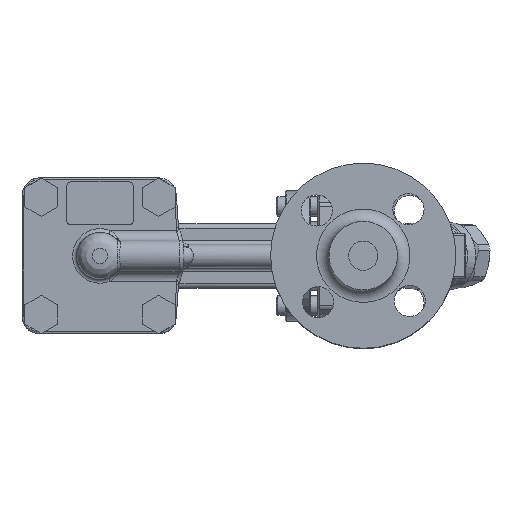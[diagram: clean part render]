
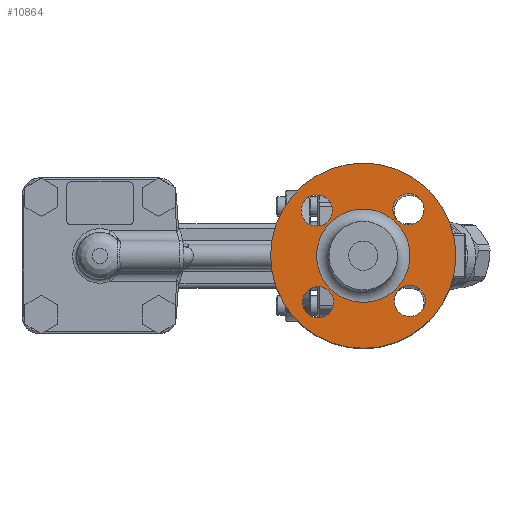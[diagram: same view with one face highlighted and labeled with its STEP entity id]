
A CAD part, top view. The second image highlights one B-rep face of the part: STEP entity #10864.
In plain terms, the highlighted planar face has unit normal (0, 0, 1).
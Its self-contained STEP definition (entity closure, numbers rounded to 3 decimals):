
#818=FACE_BOUND('',#1947,.T.);
#819=FACE_BOUND('',#1948,.T.);
#820=FACE_BOUND('',#1949,.T.);
#821=FACE_BOUND('',#1950,.T.);
#822=FACE_BOUND('',#1951,.T.);
#887=PLANE('',#11718);
#1220=FACE_OUTER_BOUND('',#1946,.T.);
#1946=EDGE_LOOP('',(#7536));
#1947=EDGE_LOOP('',(#7537));
#1948=EDGE_LOOP('',(#7538));
#1949=EDGE_LOOP('',(#7539));
#1950=EDGE_LOOP('',(#7540));
#1951=EDGE_LOOP('',(#7541,#7542));
#3896=CIRCLE('',#11700,47.5);
#3907=CIRCLE('',#11713,23.95);
#3911=CIRCLE('',#11717,23.95);
#3912=CIRCLE('',#11719,8.);
#3913=CIRCLE('',#11720,8.);
#3914=CIRCLE('',#11721,8.);
#3915=CIRCLE('',#11722,8.);
#4599=VERTEX_POINT('',#16747);
#4610=VERTEX_POINT('',#16772);
#4611=VERTEX_POINT('',#16773);
#4614=VERTEX_POINT('',#16782);
#4615=VERTEX_POINT('',#16784);
#4616=VERTEX_POINT('',#16786);
#4617=VERTEX_POINT('',#16788);
#5693=EDGE_CURVE('',#4599,#4599,#3896,.T.);
#5704=EDGE_CURVE('',#4610,#4611,#3907,.T.);
#5708=EDGE_CURVE('',#4611,#4610,#3911,.T.);
#5709=EDGE_CURVE('',#4614,#4614,#3912,.T.);
#5710=EDGE_CURVE('',#4615,#4615,#3913,.T.);
#5711=EDGE_CURVE('',#4616,#4616,#3914,.T.);
#5712=EDGE_CURVE('',#4617,#4617,#3915,.T.);
#7536=ORIENTED_EDGE('',*,*,#5693,.F.);
#7537=ORIENTED_EDGE('',*,*,#5709,.T.);
#7538=ORIENTED_EDGE('',*,*,#5710,.T.);
#7539=ORIENTED_EDGE('',*,*,#5711,.T.);
#7540=ORIENTED_EDGE('',*,*,#5712,.T.);
#7541=ORIENTED_EDGE('',*,*,#5704,.F.);
#7542=ORIENTED_EDGE('',*,*,#5708,.F.);
#10864=ADVANCED_FACE('',(#1220,#818,#819,#820,#821,#822),#887,.T.);
#11700=AXIS2_PLACEMENT_3D('',#16749,#13276,#13277);
#11713=AXIS2_PLACEMENT_3D('',#16774,#13302,#13303);
#11717=AXIS2_PLACEMENT_3D('',#16780,#13310,#13311);
#11718=AXIS2_PLACEMENT_3D('',#16781,#13312,#13313);
#11719=AXIS2_PLACEMENT_3D('',#16783,#13314,#13315);
#11720=AXIS2_PLACEMENT_3D('',#16785,#13316,#13317);
#11721=AXIS2_PLACEMENT_3D('',#16787,#13318,#13319);
#11722=AXIS2_PLACEMENT_3D('',#16789,#13320,#13321);
#13276=DIRECTION('center_axis',(0.,0.,
-1.));
#13277=DIRECTION('ref_axis',(1.,0.,0.));
#13302=DIRECTION('center_axis',(0.,0.,
1.));
#13303=DIRECTION('ref_axis',(1.,0.,0.));
#13310=DIRECTION('center_axis',(0.,0.,
1.));
#13311=DIRECTION('ref_axis',(1.,0.,0.));
#13312=DIRECTION('center_axis',(0.,0.,
1.));
#13313=DIRECTION('ref_axis',(-1.,0.,0.));
#13314=DIRECTION('center_axis',(0.,0.,
-1.));
#13315=DIRECTION('ref_axis',(1.,0.,0.));
#13316=DIRECTION('center_axis',(0.,0.,
-1.));
#13317=DIRECTION('ref_axis',(0.,-1.,0.));
#13318=DIRECTION('center_axis',(0.,0.,
-1.));
#13319=DIRECTION('ref_axis',(-1.,0.,0.));
#13320=DIRECTION('center_axis',(0.,0.,
-1.));
#13321=DIRECTION('ref_axis',(0.,1.,0.));
#16747=CARTESIAN_POINT('',(-14.023,9.705,97.6));
#16749=CARTESIAN_POINT('Origin',(33.477,9.705,97.6));
#16772=CARTESIAN_POINT('',(9.527,9.705,97.6));
#16773=CARTESIAN_POINT('',(57.427,9.705,97.6));
#16774=CARTESIAN_POINT('Origin',(33.477,9.705,97.6));
#16780=CARTESIAN_POINT('Origin',(33.477,9.705,97.6));
#16781=CARTESIAN_POINT('Origin',(33.477,9.705,97.6));
#16782=CARTESIAN_POINT('',(2.289,-14.126,97.6));
#16783=CARTESIAN_POINT('Origin',(10.289,-14.126,97.6));
#16784=CARTESIAN_POINT('',(9.646,40.893,97.6));
#16785=CARTESIAN_POINT('Origin',(9.646,32.893,97.6));
#16786=CARTESIAN_POINT('',(64.664,33.536,97.6));
#16787=CARTESIAN_POINT('Origin',(56.664,33.536,97.6));
#16788=CARTESIAN_POINT('',(57.307,-21.482,97.6));
#16789=CARTESIAN_POINT('Origin',(57.307,-13.482,97.6));
